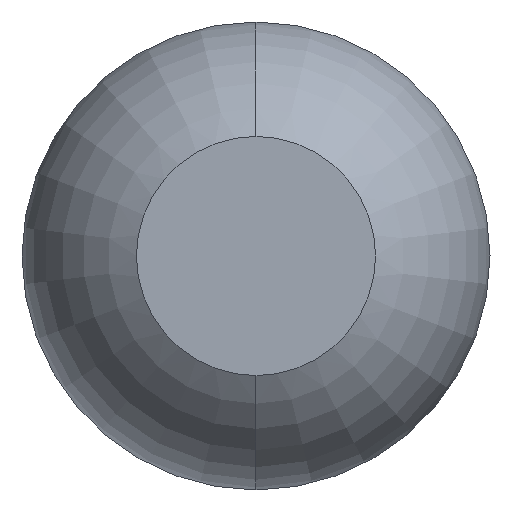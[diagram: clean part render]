
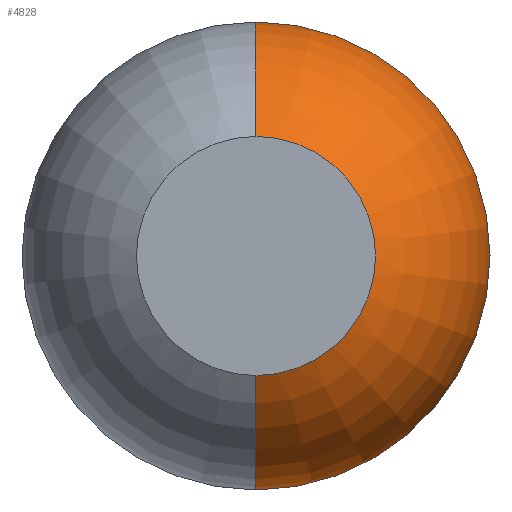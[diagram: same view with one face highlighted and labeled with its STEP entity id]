
A CAD part, front view. The second image highlights one B-rep face of the part: STEP entity #4828.
In plain terms, the highlighted toroidal (fillet/blend) face has major radius 0.035 mm and minor radius 0.65 mm.
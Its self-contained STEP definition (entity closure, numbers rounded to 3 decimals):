
#84 = AXIS2_PLACEMENT_3D ( 'NONE', #5583, #4722, #1697 ) ;
#124 = DIRECTION ( 'NONE',  ( 1., 0., 0. ) ) ;
#410 = AXIS2_PLACEMENT_3D ( 'NONE', #522, #2211, #1423 ) ;
#522 = CARTESIAN_POINT ( 'NONE',  ( 0., -24.431, 0. ) ) ;
#643 = VERTEX_POINT ( 'NONE', #2012 ) ;
#1031 = AXIS2_PLACEMENT_3D ( 'NONE', #1318, #4379, #1769 ) ;
#1318 = CARTESIAN_POINT ( 'NONE',  ( 0., -24.431, 0. ) ) ;
#1409 = ORIENTED_EDGE ( 'NONE', *, *, #4285, .T. ) ;
#1423 = DIRECTION ( 'NONE',  ( 0., 0., -1. ) ) ;
#1472 = CIRCLE ( 'NONE', #2959, 0.65 ) ;
#1612 = VERTEX_POINT ( 'NONE', #2982 ) ;
#1697 = DIRECTION ( 'NONE',  ( 0., 0., -1. ) ) ;
#1769 = DIRECTION ( 'NONE',  ( 0., 0., -1. ) ) ;
#2007 = DIRECTION ( 'NONE',  ( 0., 0., 1. ) ) ;
#2012 = CARTESIAN_POINT ( 'NONE',  ( 0., -24.431, 0.685 ) ) ;
#2013 = VERTEX_POINT ( 'NONE', #3231 ) ;
#2032 = DIRECTION ( 'NONE',  ( -1., 0., 0. ) ) ;
#2107 = TOROIDAL_SURFACE ( 'NONE', #1031, 0.035, 0.65 ) ;
#2211 = DIRECTION ( 'NONE',  ( 0., -1., 0. ) ) ;
#2267 = CARTESIAN_POINT ( 'NONE',  ( 0., -24.431, 0.035 ) ) ;
#2705 = DIRECTION ( 'NONE',  ( 0., 0., -1. ) ) ;
#2769 = CIRCLE ( 'NONE', #84, 0.35 ) ;
#2905 = EDGE_CURVE ( 'Defeature ausgef�hrt2_66+Defeature ausgef�hrt2_63+Defeature ausgef�hrt2_63+Defeature ausgef�hrt2_63', #4268, #2013, #2769, .T. ) ;
#2959 = AXIS2_PLACEMENT_3D ( 'NONE', #4605, #2032, #2007 ) ;
#2982 = CARTESIAN_POINT ( 'NONE',  ( 0., -24.431, -0.685 ) ) ;
#3231 = CARTESIAN_POINT ( 'NONE',  ( 0., -25., 0.35 ) ) ;
#3246 = EDGE_CURVE ( 'NONE', #643, #2013, #4280, .T. ) ;
#3377 = FACE_OUTER_BOUND ( 'NONE', #5339, .T. ) ;
#3380 = ORIENTED_EDGE ( 'NONE', *, *, #3246, .T. ) ;
#4268 = VERTEX_POINT ( 'NONE', #5109 ) ;
#4280 = CIRCLE ( 'NONE', #5352, 0.65 ) ;
#4285 = EDGE_CURVE ( 'Defeature ausgef�hrt2_63+Defeature ausgef�hrt2_64+Defeature ausgef�hrt2_64+Defeature ausgef�hrt2_64', #1612, #643, #5065, .T. ) ;
#4379 = DIRECTION ( 'NONE',  ( 0., -1., 0. ) ) ;
#4547 = EDGE_CURVE ( 'NONE', #1612, #4268, #1472, .T. ) ;
#4553 = ORIENTED_EDGE ( 'NONE', *, *, #4547, .F. ) ;
#4605 = CARTESIAN_POINT ( 'NONE',  ( 0., -24.431, -0.035 ) ) ;
#4722 = DIRECTION ( 'NONE',  ( 0., -1., 0. ) ) ;
#4828 = ADVANCED_FACE ( 'Defeature ausgef�hrt2_63', ( #3377 ), #2107, .T. ) ;
#4983 = ORIENTED_EDGE ( 'NONE', *, *, #2905, .F. ) ;
#5065 = CIRCLE ( 'NONE', #410, 0.685 ) ;
#5109 = CARTESIAN_POINT ( 'NONE',  ( 0., -25., -0.35 ) ) ;
#5339 = EDGE_LOOP ( 'NONE', ( #1409, #3380, #4983, #4553 ) ) ;
#5352 = AXIS2_PLACEMENT_3D ( 'NONE', #2267, #124, #2705 ) ;
#5583 = CARTESIAN_POINT ( 'NONE',  ( 0., -25., 0. ) ) ;
